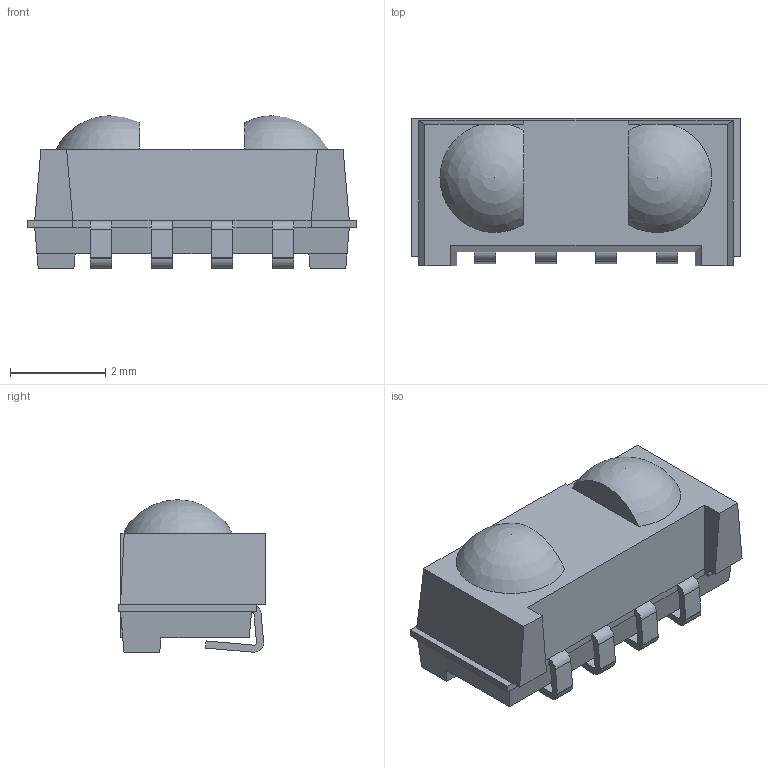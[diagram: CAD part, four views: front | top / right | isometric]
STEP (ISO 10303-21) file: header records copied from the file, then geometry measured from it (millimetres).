
FILE_DESCRIPTION(('HOOPS Exchange Step'),'2;1');
FILE_NAME('temp_export.step','2020-05-07T14:09:40-07:00',('mobile'),('Shapr3D Limited'),'HOOPS Exchange 2018.1','Shapr3D','Authorized');
FILE_SCHEMA( ('AP203_CONFIGURATION_CONTROLLED_3D_DESIGN_OF_MECHANICAL_PARTS_AND_ASSEMBLIES_MIM_LF') );
Length unit declared in the file: millimetre
Products named in the file (1): Imported 01
Bounding box: 6.9 x 3.1 x 3.2 mm (x, y, z)
Volume: 43 mm3; surface area: 95.1 mm2
Topology: 1 solids, 1 shells, 100 faces, 272 edges, 172 vertices
Faces by surface type: plane 74, cylinder 24, sphere 2
Entity records: 3230 total; most frequent: CARTESIAN_POINT 627, ORIENTED_EDGE 540, DIRECTION 522, EDGE_CURVE 270, VECTOR 210, LINE 210, VERTEX_POINT 172, AXIS2_PLACEMENT_3D 156
